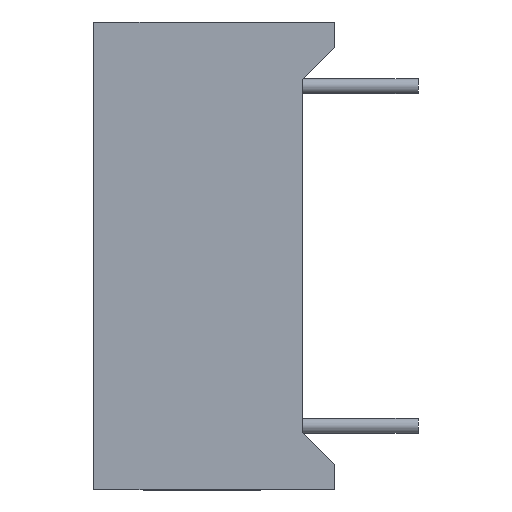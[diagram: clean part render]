
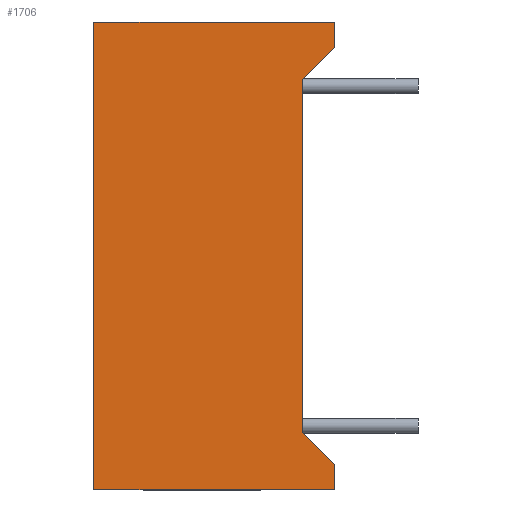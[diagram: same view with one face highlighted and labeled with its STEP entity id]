
A CAD part, left-side view. The second image highlights one B-rep face of the part: STEP entity #1706.
In plain terms, the highlighted face is planar.
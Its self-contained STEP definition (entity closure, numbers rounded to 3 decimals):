
#26 = ORIENTED_EDGE ( 'NONE', *, *, #1300, .T. ) ;
#414 = ORIENTED_EDGE ( 'NONE', *, *, #1789, .F. ) ;
#743 = DIRECTION ( 'NONE',  ( 0., 0.707, -0.707 ) ) ;
#880 = CARTESIAN_POINT ( 'NONE',  ( 11.25, 7., 7.2 ) ) ;
#999 = DIRECTION ( 'NONE',  ( 0., 1., 0. ) ) ;
#1100 = CARTESIAN_POINT ( 'NONE',  ( 11.25, 5.29, 0.96 ) ) ;
#1300 = EDGE_CURVE ( 'NONE', #12548, #3295, #1690, .T. ) ;
#1426 = VECTOR ( 'NONE', #11676, 1000. ) ;
#1578 = ORIENTED_EDGE ( 'NONE', *, *, #10701, .T. ) ;
#1690 = LINE ( 'NONE', #7458, #10106 ) ;
#1706 = ADVANCED_FACE ( 'NONE', ( #9433 ), #2661, .F. ) ;
#1769 = EDGE_CURVE ( 'NONE', #5199, #12548, #5787, .T. ) ;
#1789 = EDGE_CURVE ( 'NONE', #6826, #3295, #9675, .T. ) ;
#2661 = PLANE ( 'NONE',  #5035 ) ;
#2744 = CARTESIAN_POINT ( 'NONE',  ( 11.25, -5.29, 0.96 ) ) ;
#2835 = ORIENTED_EDGE ( 'NONE', *, *, #7860, .T. ) ;
#3002 = LINE ( 'NONE', #12105, #12299 ) ;
#3014 = ORIENTED_EDGE ( 'NONE', *, *, #6886, .F. ) ;
#3102 = CARTESIAN_POINT ( 'NONE',  ( 11.25, 7., 0. ) ) ;
#3295 = VERTEX_POINT ( 'NONE', #11583 ) ;
#3343 = VERTEX_POINT ( 'NONE', #12335 ) ;
#4241 = DIRECTION ( 'NONE',  ( 0., 1., 0. ) ) ;
#4593 = CARTESIAN_POINT ( 'NONE',  ( 11.25, 7., 7.2 ) ) ;
#4600 = LINE ( 'NONE', #2744, #5090 ) ;
#4664 = CARTESIAN_POINT ( 'NONE',  ( 11.25, 7., 7.2 ) ) ;
#5035 = AXIS2_PLACEMENT_3D ( 'NONE', #4664, #10561, #7707 ) ;
#5090 = VECTOR ( 'NONE', #5598, 1000. ) ;
#5199 = VERTEX_POINT ( 'NONE', #1100 ) ;
#5598 = DIRECTION ( 'NONE',  ( 0., 0.707, 0.707 ) ) ;
#5787 = LINE ( 'NONE', #9828, #9912 ) ;
#6145 = DIRECTION ( 'NONE',  ( 0., 0., -1. ) ) ;
#6250 = EDGE_CURVE ( 'NONE', #8488, #9928, #7074, .T. ) ;
#6309 = CARTESIAN_POINT ( 'NONE',  ( 11.25, -5.29, 0.96 ) ) ;
#6349 = LINE ( 'NONE', #3102, #8881 ) ;
#6826 = VERTEX_POINT ( 'NONE', #4593 ) ;
#6886 = EDGE_CURVE ( 'NONE', #8488, #6826, #10956, .T. ) ;
#6929 = VECTOR ( 'NONE', #7653, 1000. ) ;
#7074 = LINE ( 'NONE', #11118, #9266 ) ;
#7458 = CARTESIAN_POINT ( 'NONE',  ( 11.25, 7., 0. ) ) ;
#7653 = DIRECTION ( 'NONE',  ( 0., 1., 0. ) ) ;
#7707 = DIRECTION ( 'NONE',  ( 0., -1., 0. ) ) ;
#7860 = EDGE_CURVE ( 'NONE', #3343, #8100, #4600, .T. ) ;
#7872 = ORIENTED_EDGE ( 'NONE', *, *, #6250, .T. ) ;
#7979 = CARTESIAN_POINT ( 'NONE',  ( 11.25, -7., 0. ) ) ;
#8100 = VERTEX_POINT ( 'NONE', #6309 ) ;
#8485 = CARTESIAN_POINT ( 'NONE',  ( 11.25, 7., 7.2 ) ) ;
#8488 = VERTEX_POINT ( 'NONE', #12657 ) ;
#8881 = VECTOR ( 'NONE', #4241, 1000. ) ;
#9266 = VECTOR ( 'NONE', #6145, 1000. ) ;
#9433 = FACE_OUTER_BOUND ( 'NONE', #12292, .T. ) ;
#9675 = LINE ( 'NONE', #8485, #1426 ) ;
#9828 = CARTESIAN_POINT ( 'NONE',  ( 11.25, 6.25, 0. ) ) ;
#9912 = VECTOR ( 'NONE', #743, 1000. ) ;
#9928 = VERTEX_POINT ( 'NONE', #7979 ) ;
#10106 = VECTOR ( 'NONE', #10505, 1000. ) ;
#10145 = ORIENTED_EDGE ( 'NONE', *, *, #10938, .T. ) ;
#10505 = DIRECTION ( 'NONE',  ( 0., 1., 0. ) ) ;
#10561 = DIRECTION ( 'NONE',  ( -1., 0., 0. ) ) ;
#10701 = EDGE_CURVE ( 'NONE', #9928, #3343, #6349, .T. ) ;
#10715 = ORIENTED_EDGE ( 'NONE', *, *, #1769, .T. ) ;
#10904 = CARTESIAN_POINT ( 'NONE',  ( 11.25, 6.25, 0. ) ) ;
#10938 = EDGE_CURVE ( 'NONE', #8100, #5199, #3002, .T. ) ;
#10956 = LINE ( 'NONE', #880, #6929 ) ;
#11118 = CARTESIAN_POINT ( 'NONE',  ( 11.25, -7., 7.2 ) ) ;
#11583 = CARTESIAN_POINT ( 'NONE',  ( 11.25, 7., 0. ) ) ;
#11676 = DIRECTION ( 'NONE',  ( 0., 0., -1. ) ) ;
#12105 = CARTESIAN_POINT ( 'NONE',  ( 11.25, 5.29, 0.96 ) ) ;
#12292 = EDGE_LOOP ( 'NONE', ( #10145, #10715, #26, #414, #3014, #7872, #1578, #2835 ) ) ;
#12299 = VECTOR ( 'NONE', #999, 1000. ) ;
#12335 = CARTESIAN_POINT ( 'NONE',  ( 11.25, -6.25, 0. ) ) ;
#12548 = VERTEX_POINT ( 'NONE', #10904 ) ;
#12657 = CARTESIAN_POINT ( 'NONE',  ( 11.25, -7., 7.2 ) ) ;
